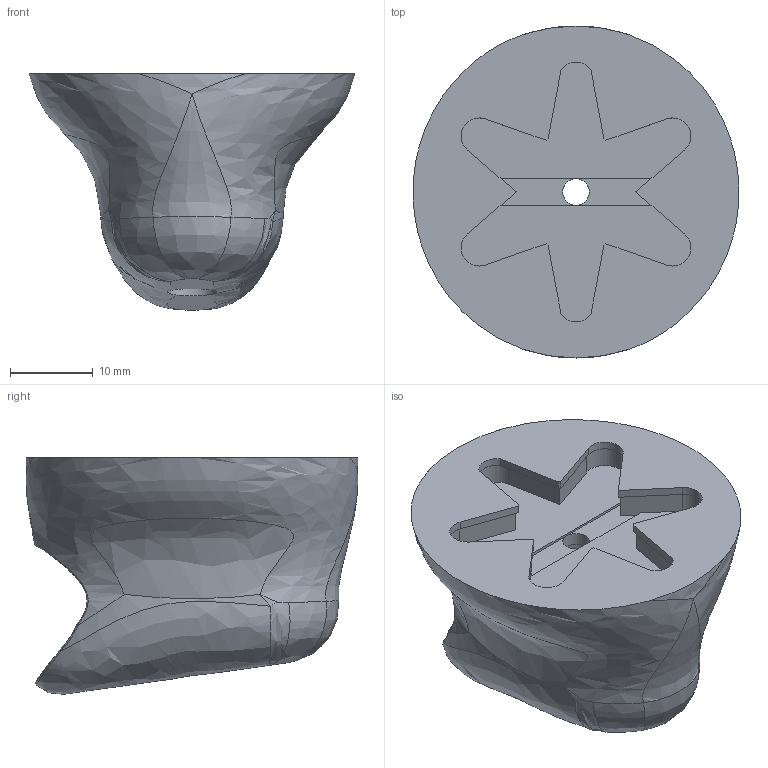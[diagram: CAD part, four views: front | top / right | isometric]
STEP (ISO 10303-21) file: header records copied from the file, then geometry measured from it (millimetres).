
FILE_DESCRIPTION(/* description */ (''),/* implementation_level */ '2;1');
FILE_NAME(/* name */ 'horn_fitting arm v4.step',/* time_stamp */ '2024-08-17T15:57:05+02:00',/* author */ (''),/* organization */ (''),/* preprocessor_version */ 'ST-DEVELOPER v20',/* originating_system */ 'Autodesk Translation Framework v13.14.0.145',/* authorisation */ '');
FILE_SCHEMA (('AUTOMOTIVE_DESIGN { 1 0 10303 214 3 1 1 }'));
Length unit declared in the file: millimetre
Products named in the file (1): horn_fitting  arm
Bounding box: 39.27 x 40 x 28.5 mm (x, y, z)
Volume: 12918.9 mm3; surface area: 6383.4 mm2
Topology: 1 solids, 1 shells, 82 faces, 230 edges, 146 vertices
Faces by surface type: plane 40, bspline 22, cylinder 18, cone 2
Full cylindrical faces by diameter (mm): 3.2 x1, 5.4 x1, 6 x1, 15.5 x1
Entity records: 5021 total; most frequent: CARTESIAN_POINT 3057, ORIENTED_EDGE 452, DIRECTION 331, EDGE_CURVE 226, VERTEX_POINT 146, LINE 115, VECTOR 115, AXIS2_PLACEMENT_3D 108
